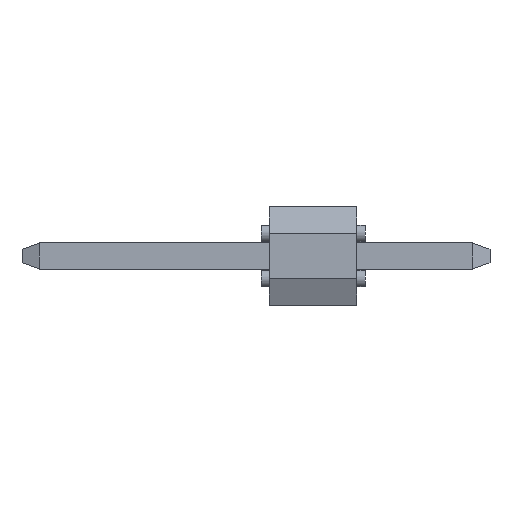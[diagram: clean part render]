
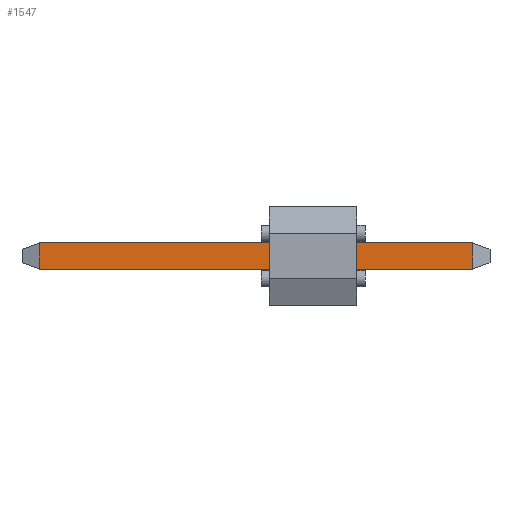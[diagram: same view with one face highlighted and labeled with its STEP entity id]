
A CAD part, left-side view. The second image highlights one B-rep face of the part: STEP entity #1547.
In plain terms, the highlighted planar face has unit normal (-1, 0, 0).
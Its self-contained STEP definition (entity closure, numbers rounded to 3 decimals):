
#217 = CARTESIAN_POINT ( 'NONE',  ( -7.94, 8.38, -0.32 ) ) ;
#254 = DIRECTION ( 'NONE',  ( 0., 0., 1. ) ) ;
#355 = FACE_OUTER_BOUND ( 'NONE', #5098, .T. ) ;
#386 = AXIS2_PLACEMENT_3D ( 'NONE', #1082, #5081, #3851 ) ;
#387 = VERTEX_POINT ( 'NONE', #3554 ) ;
#435 = CARTESIAN_POINT ( 'NONE',  ( -7.94, 7.954, 0.32 ) ) ;
#535 = VECTOR ( 'NONE', #4612, 1000. ) ;
#571 = CARTESIAN_POINT ( 'NONE',  ( -7.94, 7.954, -0.32 ) ) ;
#930 = ORIENTED_EDGE ( 'NONE', *, *, #1963, .F. ) ;
#1014 = CARTESIAN_POINT ( 'NONE',  ( -7.94, -2.624, -0.32 ) ) ;
#1076 = CARTESIAN_POINT ( 'NONE',  ( -7.94, -2.624, 0.32 ) ) ;
#1082 = CARTESIAN_POINT ( 'NONE',  ( -7.94, 8.38, -0.32 ) ) ;
#1135 = EDGE_CURVE ( 'NONE', #3163, #4168, #3409, .T. ) ;
#1460 = DIRECTION ( 'NONE',  ( 0., -1., 0. ) ) ;
#1547 = ADVANCED_FACE ( 'NONE', ( #355 ), #2330, .F. ) ;
#1963 = EDGE_CURVE ( 'NONE', #387, #2173, #4157, .T. ) ;
#2173 = VERTEX_POINT ( 'NONE', #435 ) ;
#2330 = PLANE ( 'NONE',  #386 ) ;
#2566 = VECTOR ( 'NONE', #254, 1000. ) ;
#2613 = LINE ( 'NONE', #217, #4505 ) ;
#3163 = VERTEX_POINT ( 'NONE', #4950 ) ;
#3409 = LINE ( 'NONE', #1014, #535 ) ;
#3554 = CARTESIAN_POINT ( 'NONE',  ( -7.94, 7.954, -0.32 ) ) ;
#3567 = ORIENTED_EDGE ( 'NONE', *, *, #3634, .F. ) ;
#3634 = EDGE_CURVE ( 'NONE', #2173, #4168, #5079, .T. ) ;
#3848 = CARTESIAN_POINT ( 'NONE',  ( -7.94, 8.38, 0.32 ) ) ;
#3851 = DIRECTION ( 'NONE',  ( 0., 0., -1. ) ) ;
#4114 = EDGE_CURVE ( 'NONE', #387, #3163, #2613, .T. ) ;
#4117 = ORIENTED_EDGE ( 'NONE', *, *, #1135, .T. ) ;
#4157 = LINE ( 'NONE', #571, #2566 ) ;
#4168 = VERTEX_POINT ( 'NONE', #1076 ) ;
#4505 = VECTOR ( 'NONE', #5031, 1000. ) ;
#4588 = VECTOR ( 'NONE', #1460, 1000. ) ;
#4612 = DIRECTION ( 'NONE',  ( 0., 0., 1. ) ) ;
#4687 = ORIENTED_EDGE ( 'NONE', *, *, #4114, .T. ) ;
#4950 = CARTESIAN_POINT ( 'NONE',  ( -7.94, -2.624, -0.32 ) ) ;
#5031 = DIRECTION ( 'NONE',  ( 0., -1., 0. ) ) ;
#5079 = LINE ( 'NONE', #3848, #4588 ) ;
#5081 = DIRECTION ( 'NONE',  ( 1., 0., 0. ) ) ;
#5098 = EDGE_LOOP ( 'NONE', ( #4117, #3567, #930, #4687 ) ) ;
